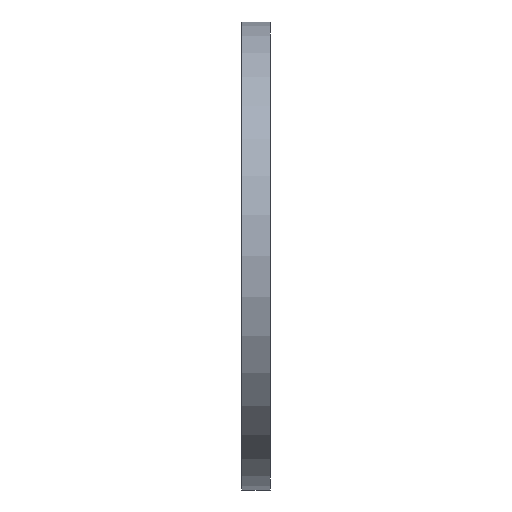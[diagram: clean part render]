
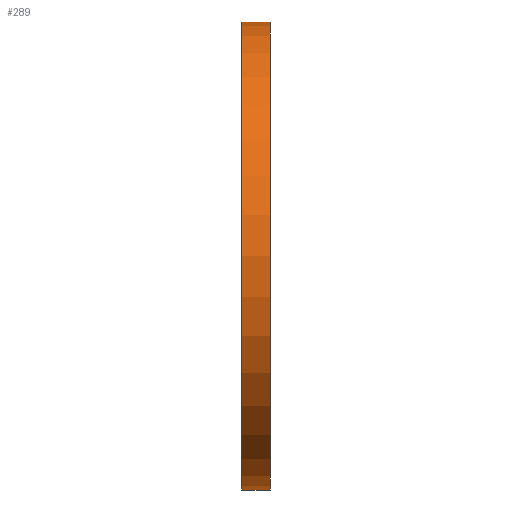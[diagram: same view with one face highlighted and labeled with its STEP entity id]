
A CAD part, left-side view. The second image highlights one B-rep face of the part: STEP entity #289.
In plain terms, the highlighted cylindrical face has radius 125 mm (diameter 250 mm), a partial arc.
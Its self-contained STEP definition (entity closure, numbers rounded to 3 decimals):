
#68 = CARTESIAN_POINT ( 'NONE',  ( 0., 0., 0. ) ) ;
#84 = DIRECTION ( 'NONE',  ( 0., 1., 0. ) ) ;
#108 = VECTOR ( 'NONE', #149, 1000. ) ;
#138 = DIRECTION ( 'NONE',  ( 0., 1., 0. ) ) ;
#146 = DIRECTION ( 'NONE',  ( 0., 0., 1. ) ) ;
#149 = DIRECTION ( 'NONE',  ( 0., 1., 0. ) ) ;
#202 = CARTESIAN_POINT ( 'NONE',  ( 0., 38.545, -125. ) ) ;
#207 = EDGE_LOOP ( 'NONE', ( #390, #400, #316, #823 ) ) ;
#208 = LINE ( 'NONE', #486, #108 ) ;
#224 = AXIS2_PLACEMENT_3D ( 'NONE', #812, #518, #600 ) ;
#271 = VERTEX_POINT ( 'NONE', #738 ) ;
#289 = ADVANCED_FACE ( 'NONE', ( #534 ), #732, .T. ) ;
#316 = ORIENTED_EDGE ( 'NONE', *, *, #453, .T. ) ;
#332 = VECTOR ( 'NONE', #138, 1000. ) ;
#360 = CARTESIAN_POINT ( 'NONE',  ( 0., 15., 125. ) ) ;
#378 = EDGE_CURVE ( 'NONE', #271, #630, #695, .T. ) ;
#390 = ORIENTED_EDGE ( 'NONE', *, *, #516, .F. ) ;
#400 = ORIENTED_EDGE ( 'NONE', *, *, #410, .T. ) ;
#410 = EDGE_CURVE ( 'NONE', #676, #856, #784, .T. ) ;
#415 = AXIS2_PLACEMENT_3D ( 'NONE', #761, #632, #146 ) ;
#453 = EDGE_CURVE ( 'NONE', #856, #630, #208, .T. ) ;
#486 = CARTESIAN_POINT ( 'NONE',  ( 0., 38.545, 125. ) ) ;
#516 = EDGE_CURVE ( 'NONE', #676, #271, #820, .T. ) ;
#518 = DIRECTION ( 'NONE',  ( 0., 1., 0. ) ) ;
#534 = FACE_OUTER_BOUND ( 'NONE', #207, .T. ) ;
#537 = AXIS2_PLACEMENT_3D ( 'NONE', #68, #84, #556 ) ;
#546 = CARTESIAN_POINT ( 'NONE',  ( 0., 0., 125. ) ) ;
#556 = DIRECTION ( 'NONE',  ( 0., 0., 1. ) ) ;
#600 = DIRECTION ( 'NONE',  ( 0., 0., 1. ) ) ;
#630 = VERTEX_POINT ( 'NONE', #360 ) ;
#632 = DIRECTION ( 'NONE',  ( 0., 1., 0. ) ) ;
#676 = VERTEX_POINT ( 'NONE', #793 ) ;
#695 = CIRCLE ( 'NONE', #415, 125. ) ;
#732 = CYLINDRICAL_SURFACE ( 'NONE', #224, 125. ) ;
#738 = CARTESIAN_POINT ( 'NONE',  ( 0., 15., -125. ) ) ;
#761 = CARTESIAN_POINT ( 'NONE',  ( 0., 15., 0. ) ) ;
#784 = CIRCLE ( 'NONE', #537, 125. ) ;
#793 = CARTESIAN_POINT ( 'NONE',  ( 0., 0., -125. ) ) ;
#812 = CARTESIAN_POINT ( 'NONE',  ( 0., 38.545, 0. ) ) ;
#820 = LINE ( 'NONE', #202, #332 ) ;
#823 = ORIENTED_EDGE ( 'NONE', *, *, #378, .F. ) ;
#856 = VERTEX_POINT ( 'NONE', #546 ) ;
